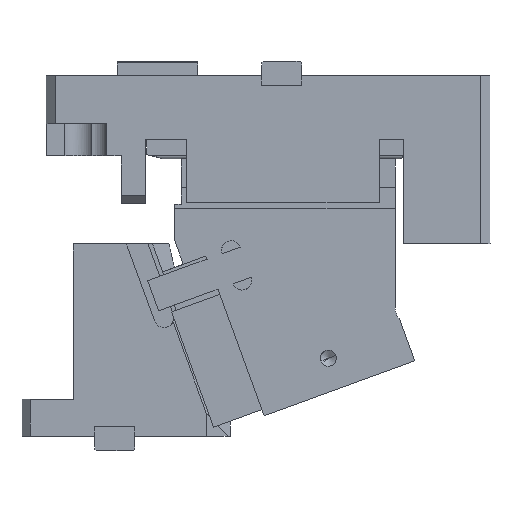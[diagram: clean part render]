
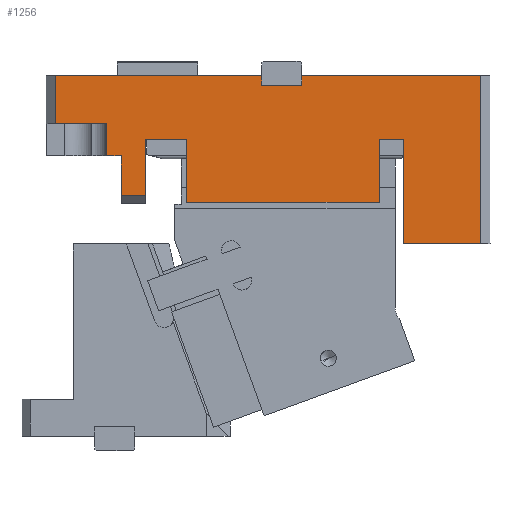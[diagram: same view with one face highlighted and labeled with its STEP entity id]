
A CAD part, front view. The second image highlights one B-rep face of the part: STEP entity #1256.
In plain terms, the highlighted planar face has unit normal (0, -1, 0).
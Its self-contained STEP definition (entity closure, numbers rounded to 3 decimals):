
#343=CARTESIAN_POINT('Vertex',(237.8,-30.,120.)) ;
#346=CARTESIAN_POINT('Line Origine',(237.8,-30.,152.585)) ;
#350=CARTESIAN_POINT('Vertex',(237.8,-30.,185.17)) ;
#674=CARTESIAN_POINT('Vertex',(102.8,-30.,185.17)) ;
#677=CARTESIAN_POINT('Line Origine',(89.8,-30.,185.17)) ;
#681=CARTESIAN_POINT('Vertex',(76.8,-30.,185.17)) ;
#722=CARTESIAN_POINT('Line Origine',(230.3,-30.,185.17)) ;
#726=CARTESIAN_POINT('Vertex',(222.8,-30.,185.17)) ;
#1081=CARTESIAN_POINT('Line Origine',(162.8,-30.,146.17)) ;
#1085=CARTESIAN_POINT('Vertex',(222.8,-30.,146.17)) ;
#1087=CARTESIAN_POINT('Vertex',(102.8,-30.,146.17)) ;
#1112=CARTESIAN_POINT('Line Origine',(222.8,-30.,165.67)) ;
#1128=CARTESIAN_POINT('Axis2P3D Location',(264.8,-30.,90.22)) ;
#1133=CARTESIAN_POINT('Line Origine',(76.8,-30.,167.67)) ;
#1137=CARTESIAN_POINT('Vertex',(76.8,-30.,150.17)) ;
#1140=CARTESIAN_POINT('Line Origine',(102.8,-30.,165.67)) ;
#1145=CARTESIAN_POINT('Line Origine',(261.9,-30.,120.)) ;
#1149=CARTESIAN_POINT('Vertex',(286.,-30.,120.)) ;
#1152=CARTESIAN_POINT('Line Origine',(286.,-30.,172.5)) ;
#1156=CARTESIAN_POINT('Vertex',(286.,-30.,225.)) ;
#1159=CARTESIAN_POINT('Line Origine',(230.25,-30.,225.)) ;
#1163=CARTESIAN_POINT('Vertex',(174.5,-30.,225.)) ;
#1166=CARTESIAN_POINT('Line Origine',(174.5,-30.,222.)) ;
#1170=CARTESIAN_POINT('Vertex',(174.5,-30.,219.)) ;
#1173=CARTESIAN_POINT('Line Origine',(162.,-30.,219.)) ;
#1177=CARTESIAN_POINT('Vertex',(149.5,-30.,219.)) ;
#1180=CARTESIAN_POINT('Line Origine',(149.5,-30.,222.)) ;
#1184=CARTESIAN_POINT('Vertex',(149.5,-30.,225.)) ;
#1187=CARTESIAN_POINT('Line Origine',(85.25,-30.,225.)) ;
#1191=CARTESIAN_POINT('Vertex',(21.,-30.,225.)) ;
#1194=CARTESIAN_POINT('Line Origine',(21.,-30.,210.)) ;
#1198=CARTESIAN_POINT('Vertex',(21.,-30.,195.)) ;
#1201=CARTESIAN_POINT('Line Origine',(37.,-30.,195.)) ;
#1205=CARTESIAN_POINT('Vertex',(53.,-30.,195.)) ;
#1208=CARTESIAN_POINT('Line Origine',(53.,-30.,185.)) ;
#1212=CARTESIAN_POINT('Vertex',(53.,-30.,175.)) ;
#1215=CARTESIAN_POINT('Line Origine',(57.4,-30.,175.)) ;
#1219=CARTESIAN_POINT('Vertex',(61.8,-30.,175.)) ;
#1222=CARTESIAN_POINT('Line Origine',(61.8,-30.,162.585)) ;
#1226=CARTESIAN_POINT('Vertex',(61.8,-30.,150.17)) ;
#1229=CARTESIAN_POINT('Line Origine',(69.3,-30.,150.17)) ;
#347=DIRECTION('Vector Direction',(0.,0.,1.)) ;
#678=DIRECTION('Vector Direction',(1.,0.,0.)) ;
#723=DIRECTION('Vector Direction',(1.,0.,0.)) ;
#1082=DIRECTION('Vector Direction',(-1.,0.,0.)) ;
#1113=DIRECTION('Vector Direction',(0.,0.,1.)) ;
#1129=DIRECTION('Axis2P3D Direction',(0.,1.,0.)) ;
#1130=DIRECTION('Axis2P3D XDirection',(0.,0.,1.)) ;
#1134=DIRECTION('Vector Direction',(0.,0.,-1.)) ;
#1141=DIRECTION('Vector Direction',(0.,0.,-1.)) ;
#1146=DIRECTION('Vector Direction',(1.,0.,0.)) ;
#1153=DIRECTION('Vector Direction',(0.,0.,1.)) ;
#1160=DIRECTION('Vector Direction',(-1.,0.,0.)) ;
#1167=DIRECTION('Vector Direction',(0.,0.,1.)) ;
#1174=DIRECTION('Vector Direction',(-1.,0.,0.)) ;
#1181=DIRECTION('Vector Direction',(0.,0.,1.)) ;
#1188=DIRECTION('Vector Direction',(-1.,0.,0.)) ;
#1195=DIRECTION('Vector Direction',(0.,0.,-1.)) ;
#1202=DIRECTION('Vector Direction',(-1.,0.,0.)) ;
#1209=DIRECTION('Vector Direction',(0.,0.,-1.)) ;
#1216=DIRECTION('Vector Direction',(1.,0.,0.)) ;
#1223=DIRECTION('Vector Direction',(0.,0.,-1.)) ;
#1230=DIRECTION('Vector Direction',(1.,0.,0.)) ;
#1131=AXIS2_PLACEMENT_3D('Plane Axis2P3D',#1128,#1129,#1130) ;
#1235=ORIENTED_EDGE('',*,*,#1139,.F.) ;
#1236=ORIENTED_EDGE('',*,*,#683,.T.) ;
#1237=ORIENTED_EDGE('',*,*,#1144,.T.) ;
#1238=ORIENTED_EDGE('',*,*,#1089,.F.) ;
#1239=ORIENTED_EDGE('',*,*,#1116,.T.) ;
#1240=ORIENTED_EDGE('',*,*,#728,.T.) ;
#1241=ORIENTED_EDGE('',*,*,#352,.F.) ;
#1242=ORIENTED_EDGE('',*,*,#1151,.T.) ;
#1243=ORIENTED_EDGE('',*,*,#1158,.T.) ;
#1244=ORIENTED_EDGE('',*,*,#1165,.T.) ;
#1245=ORIENTED_EDGE('',*,*,#1172,.F.) ;
#1246=ORIENTED_EDGE('',*,*,#1179,.T.) ;
#1247=ORIENTED_EDGE('',*,*,#1186,.T.) ;
#1248=ORIENTED_EDGE('',*,*,#1193,.T.) ;
#1249=ORIENTED_EDGE('',*,*,#1200,.T.) ;
#1250=ORIENTED_EDGE('',*,*,#1207,.F.) ;
#1251=ORIENTED_EDGE('',*,*,#1214,.T.) ;
#1252=ORIENTED_EDGE('',*,*,#1221,.T.) ;
#1253=ORIENTED_EDGE('',*,*,#1228,.T.) ;
#1254=ORIENTED_EDGE('',*,*,#1233,.T.) ;
#348=VECTOR('Line Direction',#347,1.) ;
#679=VECTOR('Line Direction',#678,1.) ;
#724=VECTOR('Line Direction',#723,1.) ;
#1083=VECTOR('Line Direction',#1082,1.) ;
#1114=VECTOR('Line Direction',#1113,1.) ;
#1135=VECTOR('Line Direction',#1134,1.) ;
#1142=VECTOR('Line Direction',#1141,1.) ;
#1147=VECTOR('Line Direction',#1146,1.) ;
#1154=VECTOR('Line Direction',#1153,1.) ;
#1161=VECTOR('Line Direction',#1160,1.) ;
#1168=VECTOR('Line Direction',#1167,1.) ;
#1175=VECTOR('Line Direction',#1174,1.) ;
#1182=VECTOR('Line Direction',#1181,1.) ;
#1189=VECTOR('Line Direction',#1188,1.) ;
#1196=VECTOR('Line Direction',#1195,1.) ;
#1203=VECTOR('Line Direction',#1202,1.) ;
#1210=VECTOR('Line Direction',#1209,1.) ;
#1217=VECTOR('Line Direction',#1216,1.) ;
#1224=VECTOR('Line Direction',#1223,1.) ;
#1231=VECTOR('Line Direction',#1230,1.) ;
#1256=ADVANCED_FACE('CAM HOLDER',(#1255),#1132,.F.) ;
#352=EDGE_CURVE('',#344,#351,#349,.T.) ;
#683=EDGE_CURVE('',#682,#675,#680,.T.) ;
#728=EDGE_CURVE('',#727,#351,#725,.T.) ;
#1089=EDGE_CURVE('',#1086,#1088,#1084,.T.) ;
#1116=EDGE_CURVE('',#1086,#727,#1115,.T.) ;
#1139=EDGE_CURVE('',#682,#1138,#1136,.T.) ;
#1144=EDGE_CURVE('',#675,#1088,#1143,.T.) ;
#1151=EDGE_CURVE('',#344,#1150,#1148,.T.) ;
#1158=EDGE_CURVE('',#1150,#1157,#1155,.T.) ;
#1165=EDGE_CURVE('',#1157,#1164,#1162,.T.) ;
#1172=EDGE_CURVE('',#1171,#1164,#1169,.T.) ;
#1179=EDGE_CURVE('',#1171,#1178,#1176,.T.) ;
#1186=EDGE_CURVE('',#1178,#1185,#1183,.T.) ;
#1193=EDGE_CURVE('',#1185,#1192,#1190,.T.) ;
#1200=EDGE_CURVE('',#1192,#1199,#1197,.T.) ;
#1207=EDGE_CURVE('',#1206,#1199,#1204,.T.) ;
#1214=EDGE_CURVE('',#1206,#1213,#1211,.T.) ;
#1221=EDGE_CURVE('',#1213,#1220,#1218,.T.) ;
#1228=EDGE_CURVE('',#1220,#1227,#1225,.T.) ;
#1233=EDGE_CURVE('',#1227,#1138,#1232,.T.) ;
#1234=EDGE_LOOP('',(#1235,#1236,#1237,#1238,#1239,#1240,#1241,#1242,#1243,#1244,#1245,#1246,#1247,#1248,#1249,#1250,#1251,#1252,#1253,#1254)) ;
#1255=FACE_OUTER_BOUND('',#1234,.T.) ;
#349=LINE('Line',#346,#348) ;
#680=LINE('Line',#677,#679) ;
#725=LINE('Line',#722,#724) ;
#1084=LINE('Line',#1081,#1083) ;
#1115=LINE('Line',#1112,#1114) ;
#1136=LINE('Line',#1133,#1135) ;
#1143=LINE('Line',#1140,#1142) ;
#1148=LINE('Line',#1145,#1147) ;
#1155=LINE('Line',#1152,#1154) ;
#1162=LINE('Line',#1159,#1161) ;
#1169=LINE('Line',#1166,#1168) ;
#1176=LINE('Line',#1173,#1175) ;
#1183=LINE('Line',#1180,#1182) ;
#1190=LINE('Line',#1187,#1189) ;
#1197=LINE('Line',#1194,#1196) ;
#1204=LINE('Line',#1201,#1203) ;
#1211=LINE('Line',#1208,#1210) ;
#1218=LINE('Line',#1215,#1217) ;
#1225=LINE('Line',#1222,#1224) ;
#1232=LINE('Line',#1229,#1231) ;
#1132=PLANE('Plane',#1131) ;
#344=VERTEX_POINT('',#343) ;
#351=VERTEX_POINT('',#350) ;
#675=VERTEX_POINT('',#674) ;
#682=VERTEX_POINT('',#681) ;
#727=VERTEX_POINT('',#726) ;
#1086=VERTEX_POINT('',#1085) ;
#1088=VERTEX_POINT('',#1087) ;
#1138=VERTEX_POINT('',#1137) ;
#1150=VERTEX_POINT('',#1149) ;
#1157=VERTEX_POINT('',#1156) ;
#1164=VERTEX_POINT('',#1163) ;
#1171=VERTEX_POINT('',#1170) ;
#1178=VERTEX_POINT('',#1177) ;
#1185=VERTEX_POINT('',#1184) ;
#1192=VERTEX_POINT('',#1191) ;
#1199=VERTEX_POINT('',#1198) ;
#1206=VERTEX_POINT('',#1205) ;
#1213=VERTEX_POINT('',#1212) ;
#1220=VERTEX_POINT('',#1219) ;
#1227=VERTEX_POINT('',#1226) ;
